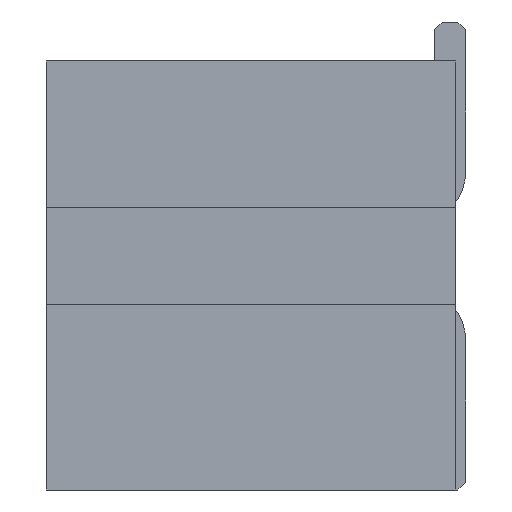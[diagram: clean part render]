
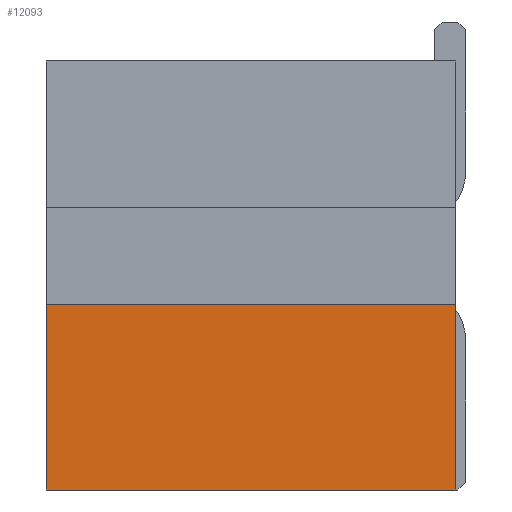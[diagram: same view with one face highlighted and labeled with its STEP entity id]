
A CAD part, left-side view. The second image highlights one B-rep face of the part: STEP entity #12093.
In plain terms, the highlighted planar face has unit normal (-1, 0, 0).
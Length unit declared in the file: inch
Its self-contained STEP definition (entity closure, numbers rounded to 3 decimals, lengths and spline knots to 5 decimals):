
#3588=ORIENTED_EDGE('',*,*,#5420,.F.);
#3589=ORIENTED_EDGE('',*,*,#5422,.T.);
#3590=ORIENTED_EDGE('',*,*,#5398,.T.);
#3591=ORIENTED_EDGE('',*,*,#5370,.T.);
#5370=EDGE_CURVE('',#6564,#6566,#8136,.T.);
#5398=EDGE_CURVE('',#6592,#6564,#8164,.T.);
#5420=EDGE_CURVE('',#6607,#6566,#8186,.T.);
#5422=EDGE_CURVE('',#6607,#6592,#8188,.T.);
#6564=VERTEX_POINT('',#19245);
#6566=VERTEX_POINT('',#19249);
#6592=VERTEX_POINT('',#19306);
#6607=VERTEX_POINT('',#19346);
#8136=LINE('',#19250,#9742);
#8164=LINE('',#19305,#9770);
#8186=LINE('',#19347,#9792);
#8188=LINE('',#19350,#9794);
#9742=VECTOR('',#15779,39.37008);
#9770=VECTOR('',#15811,39.37008);
#9792=VECTOR('',#15841,39.37008);
#9794=VECTOR('',#15845,39.37008);
#10397=EDGE_LOOP('',(#3588,#3589,#3590,#3591));
#10985=FACE_BOUND('',#10397,.T.);
#11505=PLANE('',#12857);
#12093=ADVANCED_FACE('',(#10985),#11505,.F.);
#12857=AXIS2_PLACEMENT_3D('',#19349,#15843,#15844);
#15779=DIRECTION('',(0.,-1.,0.));
#15811=DIRECTION('',(0.,0.,-1.));
#15841=DIRECTION('',(0.,0.,-1.));
#15843=DIRECTION('',(1.,0.,0.));
#15844=DIRECTION('',(0.,0.,-1.));
#15845=DIRECTION('',(0.,1.,0.));
#19245=CARTESIAN_POINT('',(-0.55,0.21,-0.12));
#19249=CARTESIAN_POINT('',(-0.55,0.,-0.12));
#19250=CARTESIAN_POINT('',(-0.55,0.21,-0.12));
#19305=CARTESIAN_POINT('',(-0.55,0.21,0.1));
#19306=CARTESIAN_POINT('',(-0.55,0.21,-0.025));
#19346=CARTESIAN_POINT('',(-0.55,0.,-0.025));
#19347=CARTESIAN_POINT('',(-0.55,0.,0.1));
#19349=CARTESIAN_POINT('',(-0.55,0.21,0.1));
#19350=CARTESIAN_POINT('',(-0.55,0.21,-0.025));
